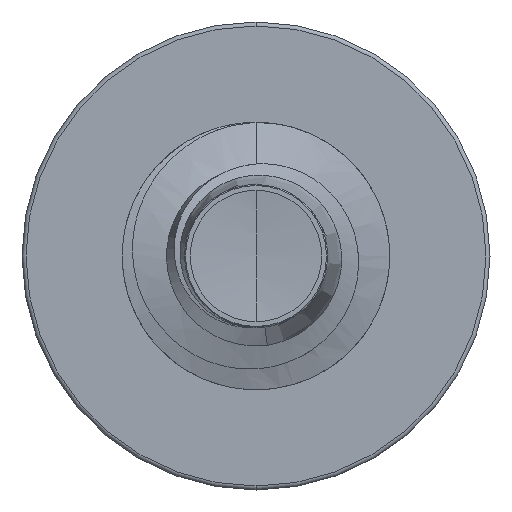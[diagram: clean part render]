
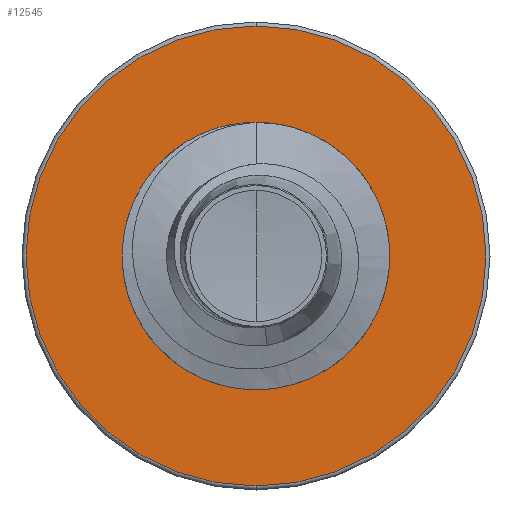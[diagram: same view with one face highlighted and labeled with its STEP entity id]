
A CAD part, front view. The second image highlights one B-rep face of the part: STEP entity #12545.
In plain terms, the highlighted planar face has unit normal (0, -1, 0).
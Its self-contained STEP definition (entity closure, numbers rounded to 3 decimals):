
#170 = AXIS2_PLACEMENT_3D ( 'NONE', #3296, #3272, #3247 ) ;
#245 = AXIS2_PLACEMENT_3D ( 'NONE', #9943, #9905, #9893 ) ;
#284 = AXIS2_PLACEMENT_3D ( 'NONE', #10392, #10354, #10327 ) ;
#456 = AXIS2_PLACEMENT_3D ( 'NONE', #12165, #12155, #12142 ) ;
#604 = ORIENTED_EDGE ( 'NONE', *, *, #13312, .F. ) ;
#1165 = AXIS2_PLACEMENT_3D ( 'NONE', #4992, #5218, #4931 ) ;
#1376 = VERTEX_POINT ( 'NONE', #4631 ) ;
#2500 = VERTEX_POINT ( 'NONE', #4107 ) ;
#2615 = EDGE_LOOP ( 'NONE', ( #604, #5029 ) ) ;
#3173 = FACE_BOUND ( 'NONE', #8379, .T. ) ;
#3247 = DIRECTION ( 'NONE',  ( 0., 0., 1. ) ) ;
#3272 = DIRECTION ( 'NONE',  ( 0., 1., 0. ) ) ;
#3296 = CARTESIAN_POINT ( 'NONE',  ( 0., 12.5, 0. ) ) ;
#3317 = CIRCLE ( 'NONE', #284, 2.842 ) ;
#3934 = CARTESIAN_POINT ( 'NONE',  ( 0., 12.5, 2.842 ) ) ;
#4085 = CARTESIAN_POINT ( 'NONE',  ( 0., 12.5, -5.16 ) ) ;
#4107 = CARTESIAN_POINT ( 'NONE',  ( 0., 12.5, -2.842 ) ) ;
#4631 = CARTESIAN_POINT ( 'NONE',  ( 0., 12.5, 5.16 ) ) ;
#4931 = DIRECTION ( 'NONE',  ( 0., 0., 1. ) ) ;
#4992 = CARTESIAN_POINT ( 'NONE',  ( 0., 12.5, -2.842 ) ) ;
#5014 = PLANE ( 'NONE',  #1165 ) ;
#5029 = ORIENTED_EDGE ( 'NONE', *, *, #13253, .F. ) ;
#5218 = DIRECTION ( 'NONE',  ( 0., 1., 0. ) ) ;
#6448 = FACE_OUTER_BOUND ( 'NONE', #2615, .T. ) ;
#8036 = VERTEX_POINT ( 'NONE', #3934 ) ;
#8379 = EDGE_LOOP ( 'NONE', ( #8456, #11334 ) ) ;
#8456 = ORIENTED_EDGE ( 'NONE', *, *, #13239, .T. ) ;
#8586 = VERTEX_POINT ( 'NONE', #4085 ) ;
#9893 = DIRECTION ( 'NONE',  ( 0., 0., 1. ) ) ;
#9905 = DIRECTION ( 'NONE',  ( 0., 1., 0. ) ) ;
#9943 = CARTESIAN_POINT ( 'NONE',  ( 0., 12.5, 0. ) ) ;
#10282 = CIRCLE ( 'NONE', #245, 5.16 ) ;
#10327 = DIRECTION ( 'NONE',  ( 0., 0., 1. ) ) ;
#10354 = DIRECTION ( 'NONE',  ( 0., 1., 0. ) ) ;
#10392 = CARTESIAN_POINT ( 'NONE',  ( 0., 12.5, 0. ) ) ;
#11334 = ORIENTED_EDGE ( 'NONE', *, *, #13100, .T. ) ;
#12142 = DIRECTION ( 'NONE',  ( 0., 0., 1. ) ) ;
#12155 = DIRECTION ( 'NONE',  ( 0., 1., 0. ) ) ;
#12165 = CARTESIAN_POINT ( 'NONE',  ( 0., 12.5, 0. ) ) ;
#12545 = ADVANCED_FACE ( 'NONE', ( #6448, #3173 ), #5014, .F. ) ;
#13100 = EDGE_CURVE ( 'NONE', #2500, #8036, #13400, .T. ) ;
#13239 = EDGE_CURVE ( 'NONE', #8036, #2500, #3317, .T. ) ;
#13253 = EDGE_CURVE ( 'NONE', #8586, #1376, #10282, .T. ) ;
#13312 = EDGE_CURVE ( 'NONE', #1376, #8586, #13695, .T. ) ;
#13400 = CIRCLE ( 'NONE', #456, 2.842 ) ;
#13695 = CIRCLE ( 'NONE', #170, 5.16 ) ;
